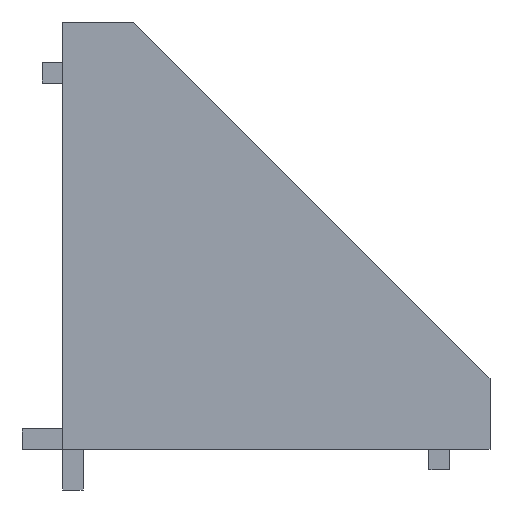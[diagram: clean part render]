
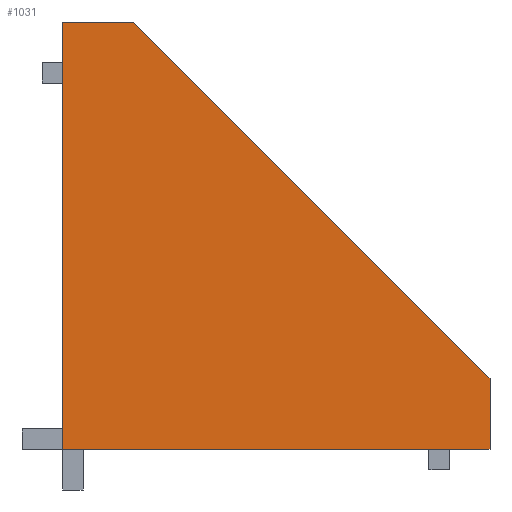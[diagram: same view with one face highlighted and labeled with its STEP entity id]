
A CAD part, front view. The second image highlights one B-rep face of the part: STEP entity #1031.
In plain terms, the highlighted planar face has unit normal (0, -1, 0).
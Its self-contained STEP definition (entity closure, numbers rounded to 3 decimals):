
#66=PLANE('',#1100);
#124=FACE_OUTER_BOUND('',#190,.T.);
#190=EDGE_LOOP('',(#929,#930,#931,#932,#933));
#235=LINE('',#1455,#366);
#299=LINE('',#1595,#430);
#304=LINE('',#1605,#435);
#308=LINE('',#1611,#439);
#310=LINE('',#1614,#441);
#366=VECTOR('',#1179,21.);
#430=VECTOR('',#1307,24.749);
#435=VECTOR('',#1316,21.);
#439=VECTOR('',#1322,3.5);
#441=VECTOR('',#1326,3.5);
#499=VERTEX_POINT('',#1452);
#500=VERTEX_POINT('',#1454);
#543=VERTEX_POINT('',#1592);
#544=VERTEX_POINT('',#1594);
#547=VERTEX_POINT('',#1604);
#599=EDGE_CURVE('',#500,#499,#235,.T.);
#667=EDGE_CURVE('',#544,#543,#299,.T.);
#672=EDGE_CURVE('',#547,#500,#304,.T.);
#676=EDGE_CURVE('',#499,#544,#308,.T.);
#678=EDGE_CURVE('',#543,#547,#310,.T.);
#929=ORIENTED_EDGE('',*,*,#678,.T.);
#930=ORIENTED_EDGE('',*,*,#672,.T.);
#931=ORIENTED_EDGE('',*,*,#599,.T.);
#932=ORIENTED_EDGE('',*,*,#676,.T.);
#933=ORIENTED_EDGE('',*,*,#667,.T.);
#1031=ADVANCED_FACE('',(#124),#66,.F.);
#1100=AXIS2_PLACEMENT_3D('',#1616,#1329,#1330);
#1179=DIRECTION('',(1.,0.,0.));
#1307=DIRECTION('',(-0.707,0.,0.707));
#1316=DIRECTION('',(0.,0.,-1.));
#1322=DIRECTION('',(0.,0.,1.));
#1326=DIRECTION('',(-1.,0.,0.));
#1329=DIRECTION('center_axis',(0.,1.,0.));
#1330=DIRECTION('ref_axis',(0.,0.,1.));
#1452=CARTESIAN_POINT('',(10.5,-8.5,-10.5));
#1454=CARTESIAN_POINT('',(-10.5,-8.5,-10.5));
#1455=CARTESIAN_POINT('',(0.,-8.5,-10.5));
#1592=CARTESIAN_POINT('',(-7.,-8.5,10.5));
#1594=CARTESIAN_POINT('',(10.5,-8.5,-7.));
#1595=CARTESIAN_POINT('',(1.75,-8.5,1.75));
#1604=CARTESIAN_POINT('',(-10.5,-8.5,10.5));
#1605=CARTESIAN_POINT('',(-10.5,-8.5,0.));
#1611=CARTESIAN_POINT('',(10.5,-8.5,-8.75));
#1614=CARTESIAN_POINT('',(-8.75,-8.5,10.5));
#1616=CARTESIAN_POINT('Origin',(-1.4,-8.5,-1.4));
